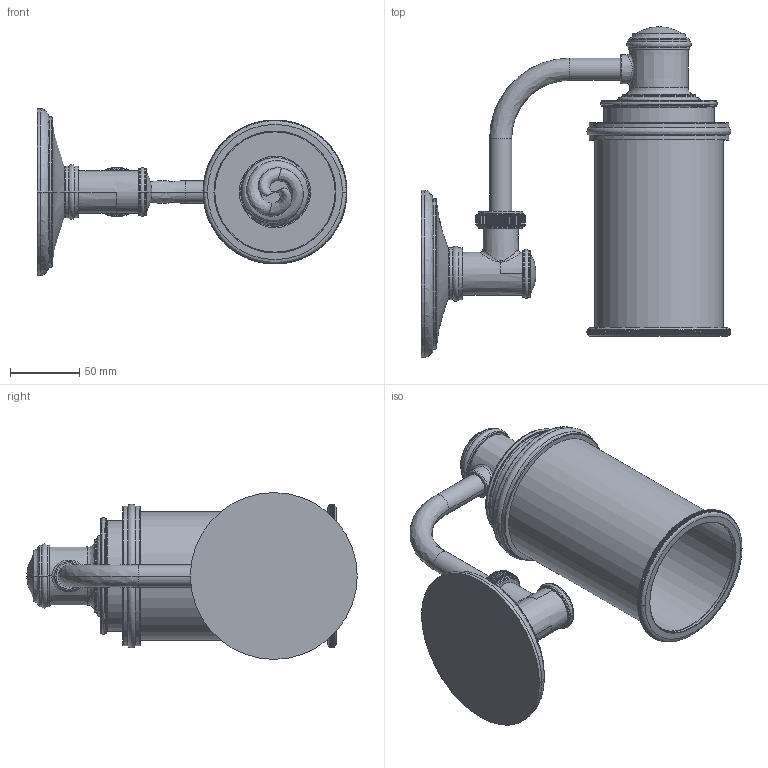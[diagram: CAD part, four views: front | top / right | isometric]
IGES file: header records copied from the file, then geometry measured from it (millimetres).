
Start section:  PTC IGES file: 4581.igs
Global section: file name: 4581.igs; native system: Creo Parametric by PTC Inc.; preprocessor: 2018400; author: jinson.thomas; organization: Unknown; date: 20210614.105944; units: inch
Bounding box: 223.81 x 238.64 x 120.5 mm (x, y, z)
Volume: 707092 mm3; surface area: 181358.8 mm2
Topology: 1 solids, 1 shells, 1281 faces, 2433 edges, 1393 vertices
Faces by surface type: bspline 925, revolution 356
